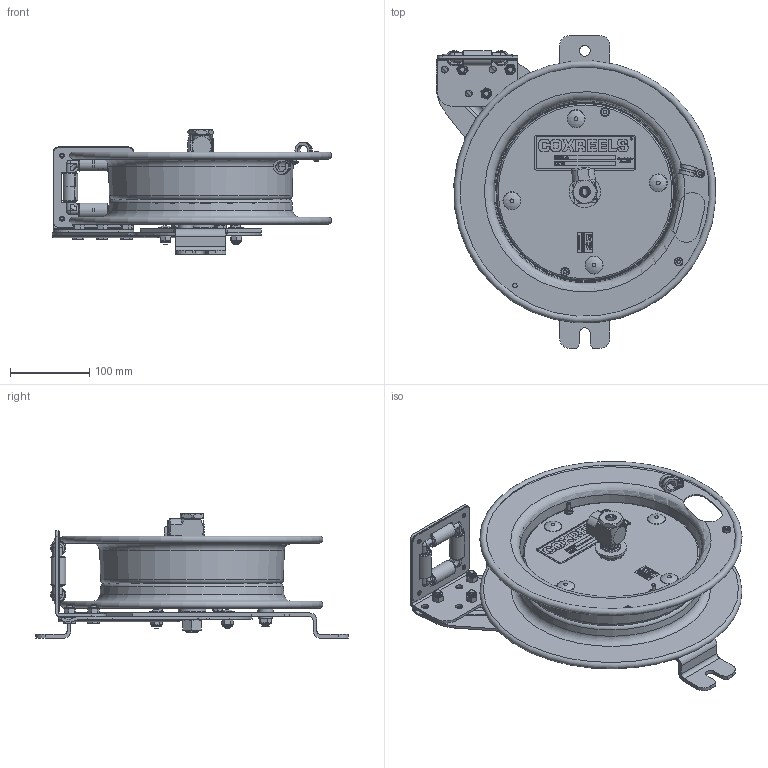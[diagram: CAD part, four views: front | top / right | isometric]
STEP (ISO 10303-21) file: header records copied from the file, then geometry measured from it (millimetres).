
FILE_DESCRIPTION(/* description */ (''),/* implementation_level */ '2;1');
FILE_NAME(/* name */ 'SG13L-L125_SHARED.stp',/* time_stamp */ '2020-02-06T08:34:40-07:00',/* author */ ('NMelton'),/* organization */ (''),/* preprocessor_version */ 'ST-DEVELOPER v17',/* originating_system */ 'Autodesk Inventor 2019',/* authorisation */ '');
FILE_SCHEMA (('AUTOMOTIVE_DESIGN { 1 0 10303 214 3 1 1 }'));
Products named in the file (1): SG13L-L125_SHARED
Bounding box: 351.53 x 393.7 x 156.46 mm (x, y, z)
Surface area: 694482 mm2 (no closed solid volume)
Topology: 0 solids, 111 shells, 2587 faces, 10604 edges, 7749 vertices
Faces by surface type: plane 1405, bspline 540, cylinder 399, cone 139, torus 59, sphere 45
Full cylindrical faces by diameter (mm): 2.032 x1, 2.159 x2, 2.54 x1, 3.048 x1, 4.699 x4, 4.826 x6, 5.08 x1, 5.556 x3, 5.588 x4, 6.35 x5, 7.938 x3, 8.731 x3, 8.733 x4, 8.89 x2, 11.43 x3, 12.192 x8, 12.548 x1, 13.492 x1, 14.224 x1, 15.875 x1, 17.882 x1, 19.05 x6, 20.574 x1, 20.625 x1, 28.575 x1, 31.623 x1, 34.925 x1, 35.052 x1, 39.624 x1, 221.996 x1
Entity records: 117306 total; most frequent: CARTESIAN_POINT 34682, ORIENTED_EDGE 15984, DIRECTION 13788, EDGE_CURVE 10560, VERTEX_POINT 7750, LINE 6334, VECTOR 6334, AXIS2_PLACEMENT_3D 3727
